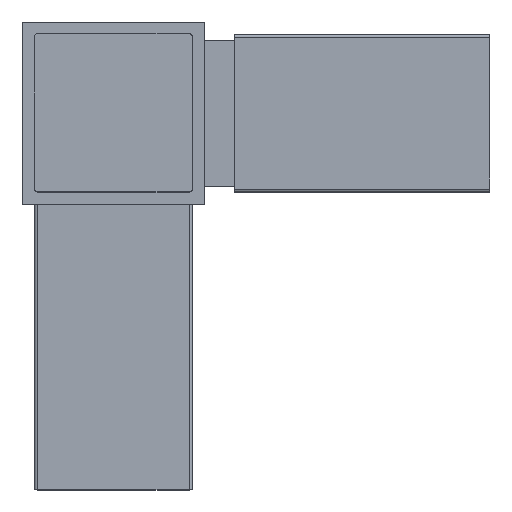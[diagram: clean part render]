
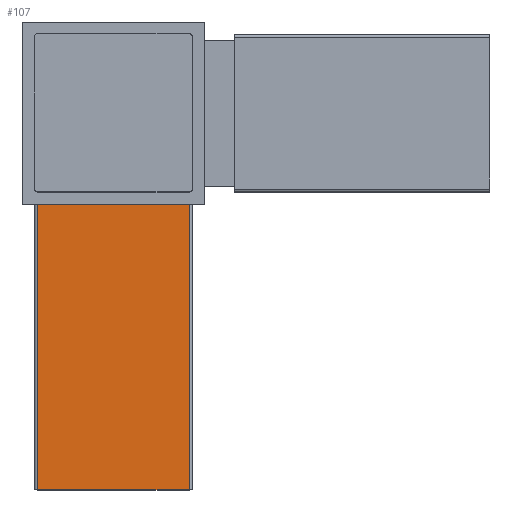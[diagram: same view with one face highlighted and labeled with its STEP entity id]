
A CAD part, top view. The second image highlights one B-rep face of the part: STEP entity #107.
In plain terms, the highlighted planar face has unit normal (0, 0, 1).
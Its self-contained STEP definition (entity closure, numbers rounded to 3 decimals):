
#107 = ADVANCED_FACE( '', ( #254 ), #255, .T. );
#254 = FACE_OUTER_BOUND( '', #439, .T. );
#255 = PLANE( '', #440 );
#439 = EDGE_LOOP( '', ( #696, #697, #698, #699 ) );
#440 = AXIS2_PLACEMENT_3D( '', #700, #701, #702 );
#696 = ORIENTED_EDGE( '', *, *, #1159, .F. );
#697 = ORIENTED_EDGE( '', *, *, #1160, .F. );
#698 = ORIENTED_EDGE( '', *, *, #1112, .T. );
#699 = ORIENTED_EDGE( '', *, *, #1161, .T. );
#700 = CARTESIAN_POINT( '', ( -12.5, -62., 13. ) );
#701 = DIRECTION( '', ( 0., 0., 1. ) );
#702 = DIRECTION( '', ( 1., 0., 0. ) );
#1112 = EDGE_CURVE( '', #1332, #1330, #1333, .T. );
#1159 = EDGE_CURVE( '', #1405, #1406, #1407, .T. );
#1160 = EDGE_CURVE( '', #1332, #1405, #1408, .T. );
#1161 = EDGE_CURVE( '', #1330, #1406, #1409, .T. );
#1330 = VERTEX_POINT( '', #1642 );
#1332 = VERTEX_POINT( '', #1644 );
#1333 = LINE( '', #1645, #1646 );
#1405 = VERTEX_POINT( '', #1749 );
#1406 = VERTEX_POINT( '', #1750 );
#1407 = LINE( '', #1751, #1752 );
#1408 = LINE( '', #1753, #1754 );
#1409 = LINE( '', #1755, #1756 );
#1642 = CARTESIAN_POINT( '', ( 12.5, -62., 13. ) );
#1644 = CARTESIAN_POINT( '', ( -12.5, -62., 13. ) );
#1645 = CARTESIAN_POINT( '', ( -12.5, -62., 13. ) );
#1646 = VECTOR( '', #2022, 1000. );
#1749 = CARTESIAN_POINT( '', ( -12.5, -15., 13. ) );
#1750 = CARTESIAN_POINT( '', ( 12.5, -15., 13. ) );
#1751 = CARTESIAN_POINT( '', ( -15., -15., 13. ) );
#1752 = VECTOR( '', #2066, 1000. );
#1753 = CARTESIAN_POINT( '', ( -12.5, -62., 13. ) );
#1754 = VECTOR( '', #2067, 1000. );
#1755 = CARTESIAN_POINT( '', ( 12.5, -62., 13. ) );
#1756 = VECTOR( '', #2068, 1000. );
#2022 = DIRECTION( '', ( 1., 0., 0. ) );
#2066 = DIRECTION( '', ( 1., 0., 0. ) );
#2067 = DIRECTION( '', ( 0., 1., 0. ) );
#2068 = DIRECTION( '', ( 0., 1., 0. ) );
